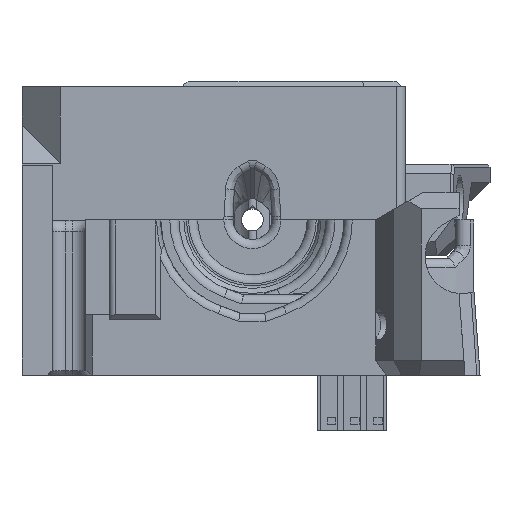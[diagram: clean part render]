
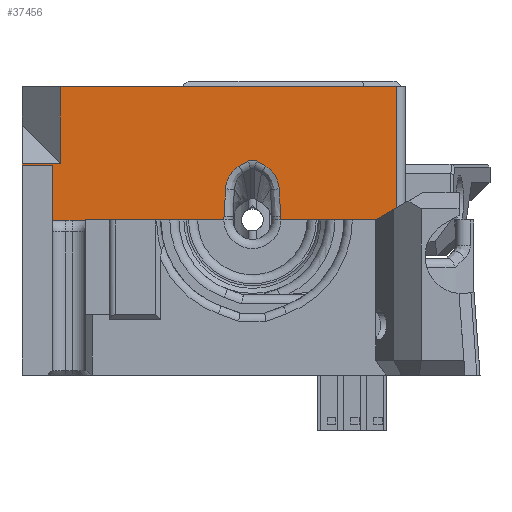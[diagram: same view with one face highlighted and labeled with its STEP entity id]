
A CAD part, front view. The second image highlights one B-rep face of the part: STEP entity #37456.
In plain terms, the highlighted planar face has unit normal (0, -1, 0).
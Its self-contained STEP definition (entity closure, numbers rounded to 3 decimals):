
#300=B_SPLINE_CURVE_WITH_KNOTS('',3,(#61811,#61812,#61813,#61814,#61815,
#61816),.UNSPECIFIED.,.F.,.F.,(4,2,4),(0.618,0.654,
0.737),.UNSPECIFIED.);
#301=B_SPLINE_CURVE_WITH_KNOTS('',3,(#61820,#61821,#61822,#61823,#61824,
#61825),.UNSPECIFIED.,.F.,.F.,(4,2,4),(0.736,0.819,
0.855),.UNSPECIFIED.);
#302=B_SPLINE_CURVE_WITH_KNOTS('',3,(#61835,#61836,#61837,#61838,#61839,
#61840,#61841),.UNSPECIFIED.,.F.,.F.,(4,1,1,1,4),(-0.329,-0.285,
-0.241,-0.152,-0.029),
 .UNSPECIFIED.);
#303=B_SPLINE_CURVE_WITH_KNOTS('',3,(#61843,#61844,#61845,#61846),
 .UNSPECIFIED.,.F.,.F.,(4,4),(-0.304,0.),.UNSPECIFIED.);
#304=B_SPLINE_CURVE_WITH_KNOTS('',3,(#61854,#61855,#61856,#61857),
 .UNSPECIFIED.,.F.,.F.,(4,4),(-0.304,0.),.UNSPECIFIED.);
#305=B_SPLINE_CURVE_WITH_KNOTS('',3,(#61859,#61860,#61861,#61862,#61863,
#61864,#61865),.UNSPECIFIED.,.F.,.F.,(4,1,1,1,4),(-0.3,-0.133,
-0.088,-0.044,0.),.UNSPECIFIED.);
#3698=LINE('',#60988,#7620);
#3893=LINE('',#61467,#7815);
#3992=LINE('',#61698,#7914);
#4025=LINE('',#61799,#7947);
#4027=LINE('',#61803,#7949);
#4028=LINE('',#61806,#7950);
#4029=LINE('',#61807,#7951);
#4030=LINE('',#61809,#7952);
#4031=LINE('',#61818,#7953);
#4032=LINE('',#61827,#7954);
#4033=LINE('',#61829,#7955);
#4034=LINE('',#61831,#7956);
#4035=LINE('',#61848,#7957);
#4036=LINE('',#61850,#7958);
#4037=LINE('',#61852,#7959);
#4038=LINE('',#61868,#7960);
#7620=VECTOR('',#47974,10.);
#7815=VECTOR('',#48333,10.);
#7914=VECTOR('',#48550,10.);
#7947=VECTOR('',#48593,10.);
#7949=VECTOR('',#48597,10.);
#7950=VECTOR('',#48600,10.);
#7951=VECTOR('',#48601,10.);
#7952=VECTOR('',#48602,10.);
#7953=VECTOR('',#48603,10.);
#7954=VECTOR('',#48604,10.);
#7955=VECTOR('',#48605,10.);
#7956=VECTOR('',#48606,10.);
#7957=VECTOR('',#48609,10.);
#7958=VECTOR('',#48610,10.);
#7959=VECTOR('',#48611,10.);
#7960=VECTOR('',#48614,10.);
#10974=FACE_OUTER_BOUND('',#13172,.T.);
#13172=EDGE_LOOP('',(#30833,#30834,#30835,#30836,#30837,#30838,#30839,#30840,
#30841,#30842,#30843,#30844,#30845,#30846,#30847,#30848,#30849,#30850,#30851,
#30852,#30853,#30854,#30855,#30856));
#14438=CIRCLE('',#40448,3.125);
#14439=CIRCLE('',#40449,3.125);
#16870=VERTEX_POINT('',#60985);
#16871=VERTEX_POINT('',#60987);
#17042=VERTEX_POINT('',#61464);
#17043=VERTEX_POINT('',#61466);
#17110=VERTEX_POINT('',#61697);
#17143=VERTEX_POINT('',#61797);
#17144=VERTEX_POINT('',#61801);
#17145=VERTEX_POINT('',#61805);
#17146=VERTEX_POINT('',#61808);
#17147=VERTEX_POINT('',#61810);
#17148=VERTEX_POINT('',#61817);
#17149=VERTEX_POINT('',#61819);
#17150=VERTEX_POINT('',#61826);
#17151=VERTEX_POINT('',#61828);
#17152=VERTEX_POINT('',#61830);
#17153=VERTEX_POINT('',#61832);
#17154=VERTEX_POINT('',#61834);
#17155=VERTEX_POINT('',#61842);
#17156=VERTEX_POINT('',#61847);
#17157=VERTEX_POINT('',#61849);
#17158=VERTEX_POINT('',#61851);
#17159=VERTEX_POINT('',#61853);
#17160=VERTEX_POINT('',#61858);
#17161=VERTEX_POINT('',#61866);
#21551=EDGE_CURVE('',#16870,#16871,#3698,.T.);
#21778=EDGE_CURVE('',#17042,#17043,#3893,.T.);
#21892=EDGE_CURVE('',#16871,#17110,#3992,.T.);
#21931=EDGE_CURVE('',#16870,#17143,#4025,.T.);
#21933=EDGE_CURVE('',#17143,#17144,#4027,.T.);
#21934=EDGE_CURVE('',#17145,#17144,#4028,.T.);
#21935=EDGE_CURVE('',#17043,#17145,#4029,.T.);
#21936=EDGE_CURVE('',#17042,#17146,#4030,.T.);
#21937=EDGE_CURVE('',#17147,#17146,#300,.F.);
#21938=EDGE_CURVE('',#17148,#17147,#4031,.F.);
#21939=EDGE_CURVE('',#17149,#17148,#301,.F.);
#21940=EDGE_CURVE('',#17149,#17150,#4032,.T.);
#21941=EDGE_CURVE('',#17150,#17151,#4033,.T.);
#21942=EDGE_CURVE('',#17151,#17152,#4034,.T.);
#21943=EDGE_CURVE('',#17153,#17152,#14438,.T.);
#21944=EDGE_CURVE('',#17154,#17153,#302,.T.);
#21945=EDGE_CURVE('',#17155,#17154,#303,.T.);
#21946=EDGE_CURVE('',#17156,#17155,#4035,.T.);
#21947=EDGE_CURVE('',#17157,#17156,#4036,.T.);
#21948=EDGE_CURVE('',#17158,#17157,#4037,.T.);
#21949=EDGE_CURVE('',#17159,#17158,#304,.T.);
#21950=EDGE_CURVE('',#17160,#17159,#305,.T.);
#21951=EDGE_CURVE('',#17161,#17160,#14439,.T.);
#21952=EDGE_CURVE('',#17161,#17110,#4038,.T.);
#30833=ORIENTED_EDGE('',*,*,#21892,.F.);
#30834=ORIENTED_EDGE('',*,*,#21551,.F.);
#30835=ORIENTED_EDGE('',*,*,#21931,.T.);
#30836=ORIENTED_EDGE('',*,*,#21933,.T.);
#30837=ORIENTED_EDGE('',*,*,#21934,.F.);
#30838=ORIENTED_EDGE('',*,*,#21935,.F.);
#30839=ORIENTED_EDGE('',*,*,#21778,.F.);
#30840=ORIENTED_EDGE('',*,*,#21936,.T.);
#30841=ORIENTED_EDGE('',*,*,#21937,.F.);
#30842=ORIENTED_EDGE('',*,*,#21938,.F.);
#30843=ORIENTED_EDGE('',*,*,#21939,.F.);
#30844=ORIENTED_EDGE('',*,*,#21940,.T.);
#30845=ORIENTED_EDGE('',*,*,#21941,.T.);
#30846=ORIENTED_EDGE('',*,*,#21942,.T.);
#30847=ORIENTED_EDGE('',*,*,#21943,.F.);
#30848=ORIENTED_EDGE('',*,*,#21944,.F.);
#30849=ORIENTED_EDGE('',*,*,#21945,.F.);
#30850=ORIENTED_EDGE('',*,*,#21946,.F.);
#30851=ORIENTED_EDGE('',*,*,#21947,.F.);
#30852=ORIENTED_EDGE('',*,*,#21948,.F.);
#30853=ORIENTED_EDGE('',*,*,#21949,.F.);
#30854=ORIENTED_EDGE('',*,*,#21950,.F.);
#30855=ORIENTED_EDGE('',*,*,#21951,.F.);
#30856=ORIENTED_EDGE('',*,*,#21952,.T.);
#35623=PLANE('',#40447);
#37456=ADVANCED_FACE('',(#10974),#35623,.T.);
#40447=AXIS2_PLACEMENT_3D('',#61804,#48598,#48599);
#40448=AXIS2_PLACEMENT_3D('',#61833,#48607,#48608);
#40449=AXIS2_PLACEMENT_3D('',#61867,#48612,#48613);
#47974=DIRECTION('',(1.,0.,0.));
#48333=DIRECTION('',(0.,0.,1.));
#48550=DIRECTION('',(0.,0.,-1.));
#48593=DIRECTION('',(0.,0.,-1.));
#48597=DIRECTION('',(-1.,0.,0.));
#48598=DIRECTION('center_axis',(0.,-1.,0.));
#48599=DIRECTION('ref_axis',(1.,0.,0.));
#48600=DIRECTION('',(0.,0.,1.));
#48601=DIRECTION('',(-1.,0.,0.));
#48602=DIRECTION('',(1.,0.,0.));
#48603=DIRECTION('',(1.,0.,0.));
#48604=DIRECTION('',(1.,0.,0.));
#48605=DIRECTION('',(0.,0.,1.));
#48606=DIRECTION('',(1.,0.,0.));
#48607=DIRECTION('center_axis',(0.,-1.,0.));
#48608=DIRECTION('ref_axis',(-0.997,0.,0.077));
#48609=DIRECTION('',(-0.866,0.,-0.5));
#48610=DIRECTION('',(-1.,0.,0.));
#48611=DIRECTION('',(-0.866,0.,0.5));
#48612=DIRECTION('center_axis',(0.,-1.,0.));
#48613=DIRECTION('ref_axis',(0.997,0.,0.077));
#48614=DIRECTION('',(1.,0.,0.));
#60985=CARTESIAN_POINT('',(-16.8,-17.,31.6));
#60987=CARTESIAN_POINT('',(20.,-17.,31.6));
#60988=CARTESIAN_POINT('',(-8.855,-17.,31.6));
#61464=CARTESIAN_POINT('',(-17.71,-17.,16.99));
#61466=CARTESIAN_POINT('',(-17.71,-17.,23.));
#61467=CARTESIAN_POINT('',(-17.71,-17.,0.));
#61697=CARTESIAN_POINT('',(20.,-17.,17.));
#61698=CARTESIAN_POINT('',(20.,-17.,0.));
#61797=CARTESIAN_POINT('',(-16.8,-17.,23.2));
#61799=CARTESIAN_POINT('',(-16.8,-17.,11.6));
#61801=CARTESIAN_POINT('',(-21.,-17.,23.2));
#61803=CARTESIAN_POINT('',(-18.305,-17.,23.2));
#61804=CARTESIAN_POINT('Origin',(-17.71,-17.,0.));
#61805=CARTESIAN_POINT('',(-21.,-17.,23.));
#61806=CARTESIAN_POINT('',(-21.,-17.,15.8));
#61807=CARTESIAN_POINT('',(-17.71,-17.,23.));
#61808=CARTESIAN_POINT('',(-17.471,-17.,16.99));
#61809=CARTESIAN_POINT('',(-16.782,-17.,16.99));
#61810=CARTESIAN_POINT('',(-16.21,-17.,16.955));
#61811=CARTESIAN_POINT('Ctrl Pts',(-17.471,-17.,16.99));
#61812=CARTESIAN_POINT('Ctrl Pts',(-17.351,-17.,16.99));
#61813=CARTESIAN_POINT('Ctrl Pts',(-17.206,-17.,16.986));
#61814=CARTESIAN_POINT('Ctrl Pts',(-16.812,-17.,16.971));
#61815=CARTESIAN_POINT('Ctrl Pts',(-16.484,-17.,16.955));
#61816=CARTESIAN_POINT('Ctrl Pts',(-16.21,-17.,16.955));
#61817=CARTESIAN_POINT('',(-15.5,-17.,16.955));
#61818=CARTESIAN_POINT('',(-16.032,-17.,16.955));
#61819=CARTESIAN_POINT('',(-14.239,-17.,16.99));
#61820=CARTESIAN_POINT('Ctrl Pts',(-15.5,-17.,16.955));
#61821=CARTESIAN_POINT('Ctrl Pts',(-15.226,-17.,16.955));
#61822=CARTESIAN_POINT('Ctrl Pts',(-14.898,-17.,16.971));
#61823=CARTESIAN_POINT('Ctrl Pts',(-14.504,-17.,16.986));
#61824=CARTESIAN_POINT('Ctrl Pts',(-14.359,-17.,16.99));
#61825=CARTESIAN_POINT('Ctrl Pts',(-14.239,-17.,16.99));
#61826=CARTESIAN_POINT('',(-14.,-17.,16.99));
#61827=CARTESIAN_POINT('',(-16.782,-17.,16.99));
#61828=CARTESIAN_POINT('',(-14.,-17.,17.));
#61829=CARTESIAN_POINT('',(-14.,-17.,0.));
#61830=CARTESIAN_POINT('',(1.125,-17.,17.));
#61831=CARTESIAN_POINT('',(-5.642,-17.,17.));
#61832=CARTESIAN_POINT('',(1.152,-17.,17.411));
#61833=CARTESIAN_POINT('Origin',(4.25,-17.,17.));
#61834=CARTESIAN_POINT('',(1.309,-17.,20.405));
#61835=CARTESIAN_POINT('Ctrl Pts',(1.309,-17.,20.405));
#61836=CARTESIAN_POINT('Ctrl Pts',(1.303,-17.,20.258));
#61837=CARTESIAN_POINT('Ctrl Pts',(1.278,-17.,19.964));
#61838=CARTESIAN_POINT('Ctrl Pts',(1.222,-17.,19.378));
#61839=CARTESIAN_POINT('Ctrl Pts',(1.15,-17.,18.528));
#61840=CARTESIAN_POINT('Ctrl Pts',(1.141,-17.,17.822));
#61841=CARTESIAN_POINT('Ctrl Pts',(1.152,-17.,17.411));
#61842=CARTESIAN_POINT('',(2.807,-17.,22.901));
#61843=CARTESIAN_POINT('Ctrl Pts',(2.807,-17.,22.901));
#61844=CARTESIAN_POINT('Ctrl Pts',(1.931,-17.,22.395));
#61845=CARTESIAN_POINT('Ctrl Pts',(1.35,-17.,21.417));
#61846=CARTESIAN_POINT('Ctrl Pts',(1.309,-17.,20.405));
#61847=CARTESIAN_POINT('',(3.799,-17.,23.473));
#61848=CARTESIAN_POINT('',(-9.384,-17.,15.862));
#61849=CARTESIAN_POINT('',(4.701,-17.,23.473));
#61850=CARTESIAN_POINT('',(-6.622,-17.,23.473));
#61851=CARTESIAN_POINT('',(5.693,-17.,22.901));
#61852=CARTESIAN_POINT('',(1.831,-17.,25.131));
#61853=CARTESIAN_POINT('',(7.191,-17.,20.405));
#61854=CARTESIAN_POINT('Ctrl Pts',(7.191,-17.,20.405));
#61855=CARTESIAN_POINT('Ctrl Pts',(7.15,-17.,21.417));
#61856=CARTESIAN_POINT('Ctrl Pts',(6.569,-17.,22.395));
#61857=CARTESIAN_POINT('Ctrl Pts',(5.693,-17.,22.901));
#61858=CARTESIAN_POINT('',(7.348,-17.,17.411));
#61859=CARTESIAN_POINT('Ctrl Pts',(7.348,-17.,17.411));
#61860=CARTESIAN_POINT('Ctrl Pts',(7.363,-17.,17.969));
#61861=CARTESIAN_POINT('Ctrl Pts',(7.341,-17.,18.675));
#61862=CARTESIAN_POINT('Ctrl Pts',(7.264,-17.,19.525));
#61863=CARTESIAN_POINT('Ctrl Pts',(7.222,-17.,19.964));
#61864=CARTESIAN_POINT('Ctrl Pts',(7.197,-17.,20.258));
#61865=CARTESIAN_POINT('Ctrl Pts',(7.191,-17.,20.405));
#61866=CARTESIAN_POINT('',(7.375,-17.,17.));
#61867=CARTESIAN_POINT('Origin',(4.25,-17.,17.));
#61868=CARTESIAN_POINT('',(-5.642,-17.,17.));
